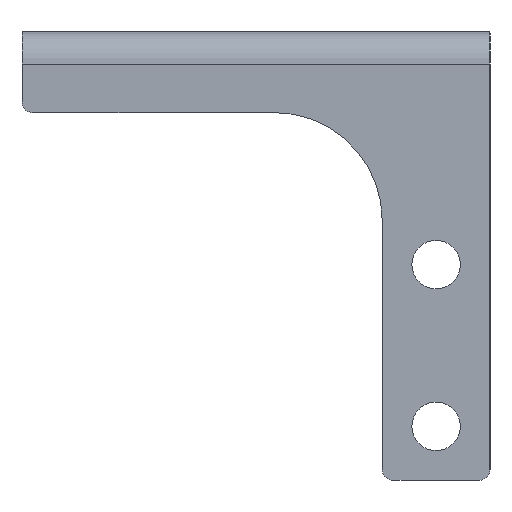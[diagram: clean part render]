
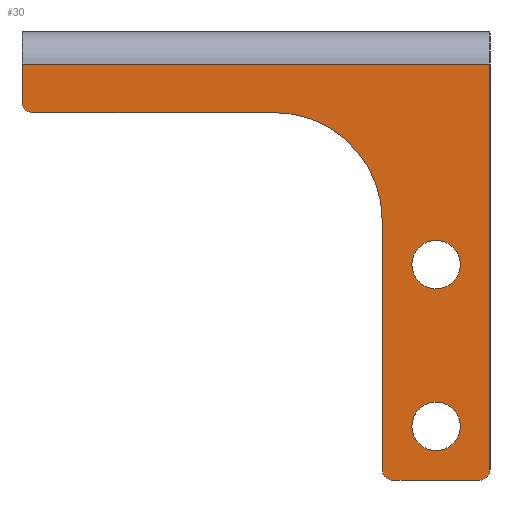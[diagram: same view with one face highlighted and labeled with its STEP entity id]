
A CAD part, left-side view. The second image highlights one B-rep face of the part: STEP entity #30.
In plain terms, the highlighted planar face has unit normal (-1, 0, 0).
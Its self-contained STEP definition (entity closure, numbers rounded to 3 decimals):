
#3 = DIRECTION ( 'NONE',  ( 0., 0., -1. ) ) ;
#6 = FACE_BOUND ( 'NONE', #1884, .T. ) ;
#13 = CARTESIAN_POINT ( 'NONE',  ( -23., -17.587, 0. ) ) ;
#25 = CARTESIAN_POINT ( 'NONE',  ( -23., -61., -39.1 ) ) ;
#26 = PLANE ( 'NONE',  #1168 ) ;
#30 = ADVANCED_FACE ( 'NONE', ( #191, #6, #1383 ), #26, .F. ) ;
#31 = ORIENTED_EDGE ( 'NONE', *, *, #1828, .T. ) ;
#57 = ORIENTED_EDGE ( 'NONE', *, *, #481, .T. ) ;
#63 = CARTESIAN_POINT ( 'NONE',  ( -23., -51., -39.1 ) ) ;
#64 = EDGE_CURVE ( 'NONE', #973, #1188, #1264, .T. ) ;
#124 = DIRECTION ( 'NONE',  ( 0., -1., 0. ) ) ;
#125 = DIRECTION ( 'NONE',  ( -1., 0., 0. ) ) ;
#161 = CARTESIAN_POINT ( 'NONE',  ( -23., -56., -17.85 ) ) ;
#191 = FACE_BOUND ( 'NONE', #880, .T. ) ;
#201 = CIRCLE ( 'NONE', #613, 2.25 ) ;
#203 = CARTESIAN_POINT ( 'NONE',  ( -23., -17.587, -6. ) ) ;
#235 = CIRCLE ( 'NONE', #1223, 2.25 ) ;
#251 = VERTEX_POINT ( 'NONE', #161 ) ;
#262 = CARTESIAN_POINT ( 'NONE',  ( -23., 0., -1.5 ) ) ;
#287 = LINE ( 'NONE', #900, #687 ) ;
#290 = ORIENTED_EDGE ( 'NONE', *, *, #1425, .F. ) ;
#312 = DIRECTION ( 'NONE',  ( -1., 0., 0. ) ) ;
#323 = DIRECTION ( 'NONE',  ( 0., 0., -1. ) ) ;
#326 = EDGE_CURVE ( 'NONE', #755, #1188, #287, .T. ) ;
#337 = CARTESIAN_POINT ( 'NONE',  ( -23., -56., -20.1 ) ) ;
#370 = VERTEX_POINT ( 'NONE', #624 ) ;
#398 = CARTESIAN_POINT ( 'NONE',  ( -23., -17.587, -5. ) ) ;
#407 = VERTEX_POINT ( 'NONE', #860 ) ;
#415 = DIRECTION ( 'NONE',  ( 0., 0., -1. ) ) ;
#420 = CARTESIAN_POINT ( 'NONE',  ( -23., -60., -40.1 ) ) ;
#421 = VERTEX_POINT ( 'NONE', #720 ) ;
#433 = DIRECTION ( 'NONE',  ( 1., 0., 0. ) ) ;
#441 = DIRECTION ( 'NONE',  ( 0., 0., -1. ) ) ;
#451 = CARTESIAN_POINT ( 'NONE',  ( -23., -18.587, -5. ) ) ;
#454 = EDGE_CURVE ( 'NONE', #1776, #407, #1521, .T. ) ;
#462 = VECTOR ( 'NONE', #1713, 1000. ) ;
#481 = EDGE_CURVE ( 'NONE', #1161, #1590, #1809, .T. ) ;
#489 = ORIENTED_EDGE ( 'NONE', *, *, #965, .T. ) ;
#503 = LINE ( 'NONE', #804, #1682 ) ;
#533 = AXIS2_PLACEMENT_3D ( 'NONE', #1234, #1721, #949 ) ;
#546 = VECTOR ( 'NONE', #124, 1000. ) ;
#555 = CARTESIAN_POINT ( 'NONE',  ( -23., -56., -37.35 ) ) ;
#561 = DIRECTION ( 'NONE',  ( 1., 0., 0. ) ) ;
#572 = CARTESIAN_POINT ( 'NONE',  ( -23., -56., -35.1 ) ) ;
#583 = CARTESIAN_POINT ( 'NONE',  ( -23., -56., -20.1 ) ) ;
#603 = CIRCLE ( 'NONE', #884, 1. ) ;
#610 = CARTESIAN_POINT ( 'NONE',  ( -23., -41., -6. ) ) ;
#613 = AXIS2_PLACEMENT_3D ( 'NONE', #1005, #561, #415 ) ;
#624 = CARTESIAN_POINT ( 'NONE',  ( -23., -56., -32.85 ) ) ;
#627 = ORIENTED_EDGE ( 'NONE', *, *, #1830, .T. ) ;
#631 = CARTESIAN_POINT ( 'NONE',  ( -23., 0., 0. ) ) ;
#659 = DIRECTION ( 'NONE',  ( 0., 0., 1. ) ) ;
#687 = VECTOR ( 'NONE', #1247, 1000. ) ;
#702 = EDGE_CURVE ( 'NONE', #1776, #1009, #1858, .T. ) ;
#720 = CARTESIAN_POINT ( 'NONE',  ( -23., -52., -40.1 ) ) ;
#721 = DIRECTION ( 'NONE',  ( 0., 0., -1. ) ) ;
#755 = VERTEX_POINT ( 'NONE', #1758 ) ;
#779 = DIRECTION ( 'NONE',  ( 1., 0., 0. ) ) ;
#795 = ORIENTED_EDGE ( 'NONE', *, *, #1526, .T. ) ;
#796 = LINE ( 'NONE', #1407, #1299 ) ;
#798 = DIRECTION ( 'NONE',  ( 0., 0., -1. ) ) ;
#804 = CARTESIAN_POINT ( 'NONE',  ( -23., -61., -40.1 ) ) ;
#811 = EDGE_CURVE ( 'NONE', #1161, #407, #1585, .T. ) ;
#814 = DIRECTION ( 'NONE',  ( 0., 1., 0. ) ) ;
#847 = EDGE_CURVE ( 'NONE', #933, #1590, #796, .T. ) ;
#854 = EDGE_CURVE ( 'NONE', #973, #421, #503, .T. ) ;
#855 = DIRECTION ( 'NONE',  ( 1., 0., 0. ) ) ;
#860 = CARTESIAN_POINT ( 'NONE',  ( -23., -18.587, -6. ) ) ;
#874 = ORIENTED_EDGE ( 'NONE', *, *, #811, .F. ) ;
#880 = EDGE_LOOP ( 'NONE', ( #627, #31 ) ) ;
#883 = ORIENTED_EDGE ( 'NONE', *, *, #454, .T. ) ;
#884 = AXIS2_PLACEMENT_3D ( 'NONE', #905, #312, #798 ) ;
#900 = CARTESIAN_POINT ( 'NONE',  ( -23., -61., -5. ) ) ;
#905 = CARTESIAN_POINT ( 'NONE',  ( -23., -52., -39.1 ) ) ;
#909 = ORIENTED_EDGE ( 'NONE', *, *, #847, .F. ) ;
#917 = ORIENTED_EDGE ( 'NONE', *, *, #1573, .T. ) ;
#926 = DIRECTION ( 'NONE',  ( 0., 0., 1. ) ) ;
#933 = VERTEX_POINT ( 'NONE', #63 ) ;
#949 = DIRECTION ( 'NONE',  ( 0., 0., -1. ) ) ;
#954 = ORIENTED_EDGE ( 'NONE', *, *, #326, .F. ) ;
#965 = EDGE_CURVE ( 'NONE', #1516, #251, #1650, .T. ) ;
#973 = VERTEX_POINT ( 'NONE', #420 ) ;
#1005 = CARTESIAN_POINT ( 'NONE',  ( -23., -56., -35.1 ) ) ;
#1009 = VERTEX_POINT ( 'NONE', #1950 ) ;
#1097 = AXIS2_PLACEMENT_3D ( 'NONE', #583, #433, #721 ) ;
#1103 = ORIENTED_EDGE ( 'NONE', *, *, #702, .F. ) ;
#1115 = AXIS2_PLACEMENT_3D ( 'NONE', #337, #779, #323 ) ;
#1125 = EDGE_LOOP ( 'NONE', ( #1103, #883, #874, #57, #909, #795, #1222, #1645, #954, #290 ) ) ;
#1161 = VERTEX_POINT ( 'NONE', #610 ) ;
#1168 = AXIS2_PLACEMENT_3D ( 'NONE', #631, #1244, #926 ) ;
#1188 = VERTEX_POINT ( 'NONE', #25 ) ;
#1220 = CARTESIAN_POINT ( 'NONE',  ( -23., -41., -16. ) ) ;
#1222 = ORIENTED_EDGE ( 'NONE', *, *, #854, .F. ) ;
#1223 = AXIS2_PLACEMENT_3D ( 'NONE', #572, #855, #1502 ) ;
#1228 = VECTOR ( 'NONE', #1746, 1000. ) ;
#1234 = CARTESIAN_POINT ( 'NONE',  ( -23., -60., -39.1 ) ) ;
#1244 = DIRECTION ( 'NONE',  ( 1., 0., 0. ) ) ;
#1247 = DIRECTION ( 'NONE',  ( 0., 0., -1. ) ) ;
#1250 = CARTESIAN_POINT ( 'NONE',  ( -23., -56., -22.35 ) ) ;
#1264 = CIRCLE ( 'NONE', #533, 1. ) ;
#1299 = VECTOR ( 'NONE', #659, 1000. ) ;
#1303 = VERTEX_POINT ( 'NONE', #555 ) ;
#1380 = CARTESIAN_POINT ( 'NONE',  ( -23., -51., -16. ) ) ;
#1383 = FACE_OUTER_BOUND ( 'NONE', #1125, .T. ) ;
#1407 = CARTESIAN_POINT ( 'NONE',  ( -23., -51., -40.1 ) ) ;
#1425 = EDGE_CURVE ( 'NONE', #1009, #755, #1957, .T. ) ;
#1502 = DIRECTION ( 'NONE',  ( 0., 0., -1. ) ) ;
#1513 = DIRECTION ( 'NONE',  ( 1., 0., 0. ) ) ;
#1516 = VERTEX_POINT ( 'NONE', #1250 ) ;
#1521 = CIRCLE ( 'NONE', #1781, 1. ) ;
#1526 = EDGE_CURVE ( 'NONE', #933, #421, #603, .T. ) ;
#1573 = EDGE_CURVE ( 'NONE', #251, #1516, #1729, .T. ) ;
#1585 = LINE ( 'NONE', #203, #462 ) ;
#1590 = VERTEX_POINT ( 'NONE', #1380 ) ;
#1645 = ORIENTED_EDGE ( 'NONE', *, *, #64, .T. ) ;
#1650 = CIRCLE ( 'NONE', #1097, 2.25 ) ;
#1682 = VECTOR ( 'NONE', #814, 1000. ) ;
#1713 = DIRECTION ( 'NONE',  ( 0., 1., 0. ) ) ;
#1721 = DIRECTION ( 'NONE',  ( -1., 0., 0. ) ) ;
#1729 = CIRCLE ( 'NONE', #1115, 2.25 ) ;
#1746 = DIRECTION ( 'NONE',  ( 0., 0., 1. ) ) ;
#1758 = CARTESIAN_POINT ( 'NONE',  ( -23., -61., -1.5 ) ) ;
#1776 = VERTEX_POINT ( 'NONE', #398 ) ;
#1781 = AXIS2_PLACEMENT_3D ( 'NONE', #451, #125, #3 ) ;
#1809 = CIRCLE ( 'NONE', #1880, 10. ) ;
#1828 = EDGE_CURVE ( 'NONE', #1303, #370, #201, .T. ) ;
#1830 = EDGE_CURVE ( 'NONE', #370, #1303, #235, .T. ) ;
#1858 = LINE ( 'NONE', #13, #1228 ) ;
#1880 = AXIS2_PLACEMENT_3D ( 'NONE', #1220, #1513, #441 ) ;
#1884 = EDGE_LOOP ( 'NONE', ( #917, #489 ) ) ;
#1950 = CARTESIAN_POINT ( 'NONE',  ( -23., -17.587, -1.5 ) ) ;
#1957 = LINE ( 'NONE', #262, #546 ) ;
